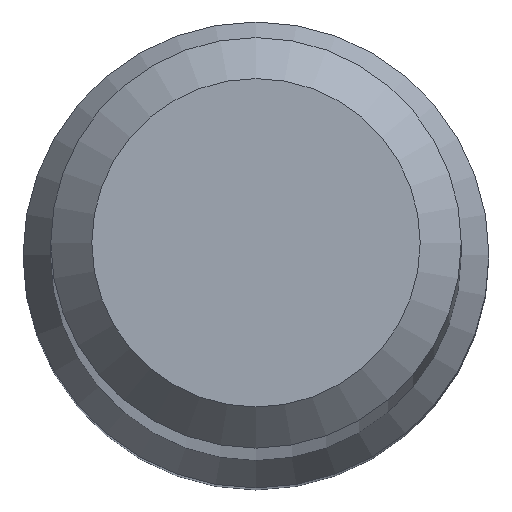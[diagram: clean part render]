
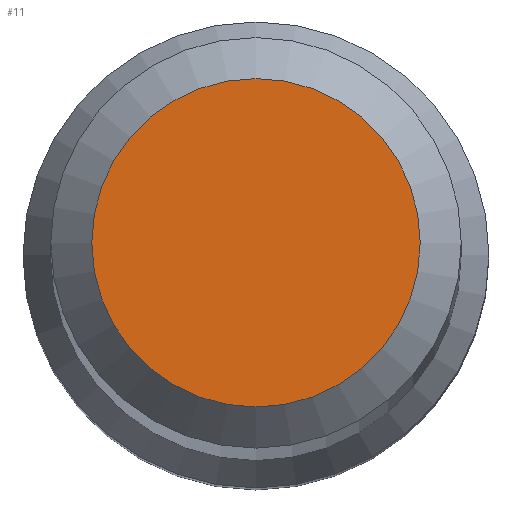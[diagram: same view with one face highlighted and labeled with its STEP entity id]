
A CAD part, top view. The second image highlights one B-rep face of the part: STEP entity #11.
In plain terms, the highlighted planar face has unit normal (0, 0, 1).
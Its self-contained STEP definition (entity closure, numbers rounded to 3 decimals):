
#11 = ADVANCED_FACE ( 'NONE', ( #197 ), #180, .F. ) ;
#16 = DIRECTION ( 'NONE',  ( 0., 0., -1. ) ) ;
#31 = AXIS2_PLACEMENT_3D ( 'NONE', #115, #16, #205 ) ;
#80 = VERTEX_POINT ( 'NONE', #82 ) ;
#82 = CARTESIAN_POINT ( 'NONE',  ( 0., 1.6, 80. ) ) ;
#90 = EDGE_LOOP ( 'NONE', ( #126 ) ) ;
#112 = CIRCLE ( 'NONE', #144, 1.6 ) ;
#115 = CARTESIAN_POINT ( 'NONE',  ( 0., 0., 80. ) ) ;
#126 = ORIENTED_EDGE ( 'NONE', *, *, #181, .F. ) ;
#144 = AXIS2_PLACEMENT_3D ( 'NONE', #166, #150, #186 ) ;
#150 = DIRECTION ( 'NONE',  ( 0., 0., -1. ) ) ;
#166 = CARTESIAN_POINT ( 'NONE',  ( 0., 0., 80. ) ) ;
#180 = PLANE ( 'NONE',  #31 ) ;
#181 = EDGE_CURVE ( 'NONE', #80, #80, #112, .T. ) ;
#186 = DIRECTION ( 'NONE',  ( 0., 1., 0. ) ) ;
#197 = FACE_OUTER_BOUND ( 'NONE', #90, .T. ) ;
#205 = DIRECTION ( 'NONE',  ( 0., 1., 0. ) ) ;
